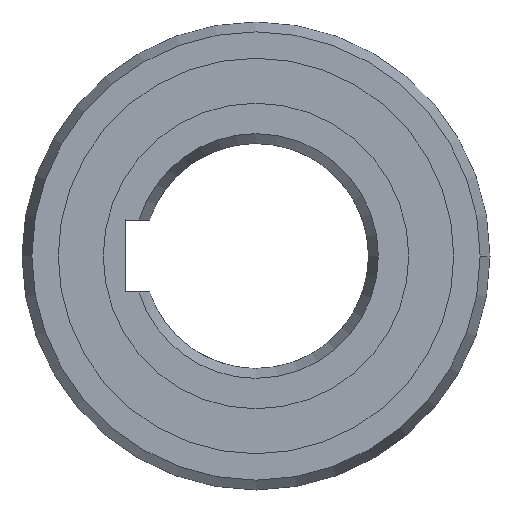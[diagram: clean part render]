
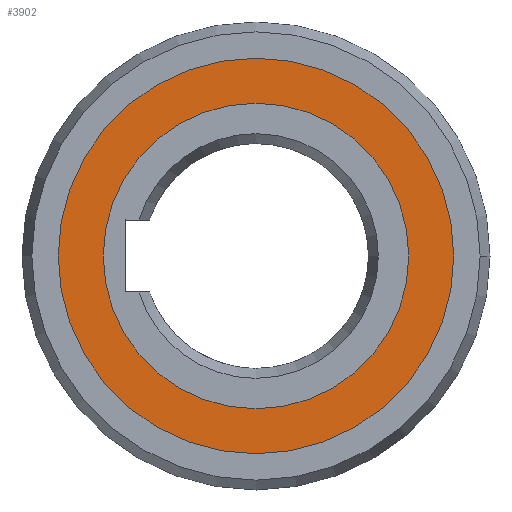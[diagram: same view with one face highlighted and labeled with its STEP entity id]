
A CAD part, left-side view. The second image highlights one B-rep face of the part: STEP entity #3902.
In plain terms, the highlighted planar face has unit normal (-1, 0, 0).
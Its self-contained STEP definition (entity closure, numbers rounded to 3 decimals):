
#3813=CARTESIAN_POINT('',(-0.2,0.,0.));
#3814=DIRECTION('',(1.,0.,0.));
#3815=DIRECTION('',(0.,-1.,0.));
#3816=AXIS2_PLACEMENT_3D('',#3813,#3814,#3815);
#3818=CARTESIAN_POINT('',(-0.2,0.,0.));
#3819=DIRECTION('',(1.,0.,0.));
#3820=DIRECTION('',(0.,1.,0.));
#3821=AXIS2_PLACEMENT_3D('',#3818,#3819,#3820);
#3823=CARTESIAN_POINT('',(-0.2,0.,0.));
#3824=DIRECTION('',(-1.,0.,0.));
#3825=DIRECTION('',(0.,1.,0.));
#3826=AXIS2_PLACEMENT_3D('',#3823,#3824,#3825);
#3828=CARTESIAN_POINT('',(-0.2,0.,0.));
#3829=DIRECTION('',(-1.,0.,0.));
#3830=DIRECTION('',(0.,-1.,0.));
#3831=AXIS2_PLACEMENT_3D('',#3828,#3829,#3830);
#3869=CARTESIAN_POINT('',(-0.2,-21.975,0.));
#3870=CARTESIAN_POINT('',(-0.2,21.975,0.));
#3871=VERTEX_POINT('',#3869);
#3872=VERTEX_POINT('',#3870);
#3873=CARTESIAN_POINT('',(-0.2,16.975,0.));
#3874=CARTESIAN_POINT('',(-0.2,-16.975,0.));
#3875=VERTEX_POINT('',#3873);
#3876=VERTEX_POINT('',#3874);
#3885=CARTESIAN_POINT('',(-0.2,0.,0.));
#3886=DIRECTION('',(1.,0.,0.));
#3887=DIRECTION('',(0.,-1.,0.));
#3888=AXIS2_PLACEMENT_3D('',#3885,#3886,#3887);
#3889=PLANE('',#3888);
#3891=ORIENTED_EDGE('',*,*,#3890,.T.);
#3893=ORIENTED_EDGE('',*,*,#3892,.T.);
#3894=EDGE_LOOP('',(#3891,#3893));
#3895=FACE_OUTER_BOUND('',#3894,.F.);
#3897=ORIENTED_EDGE('',*,*,#3896,.T.);
#3899=ORIENTED_EDGE('',*,*,#3898,.T.);
#3900=EDGE_LOOP('',(#3897,#3899));
#3901=FACE_BOUND('',#3900,.F.);
#3817=CIRCLE('',#3816,21.975);
#3822=CIRCLE('',#3821,21.975);
#3827=CIRCLE('',#3826,16.975);
#3832=CIRCLE('',#3831,16.975);
#3890=EDGE_CURVE('',#3871,#3872,#3817,.T.);
#3892=EDGE_CURVE('',#3872,#3871,#3822,.T.);
#3896=EDGE_CURVE('',#3875,#3876,#3827,.T.);
#3898=EDGE_CURVE('',#3876,#3875,#3832,.T.);
#3902=ADVANCED_FACE('',(#3895,#3901),#3889,.F.);
